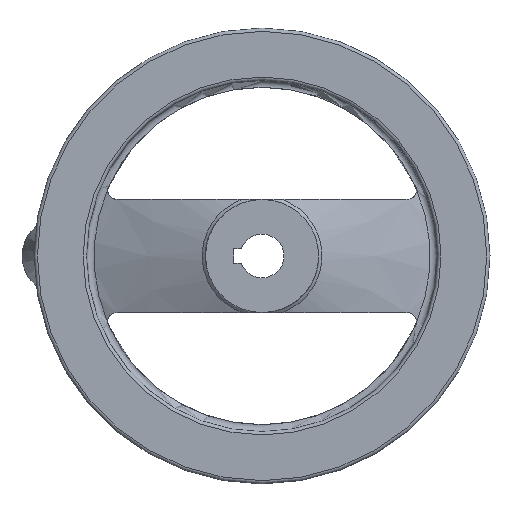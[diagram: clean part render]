
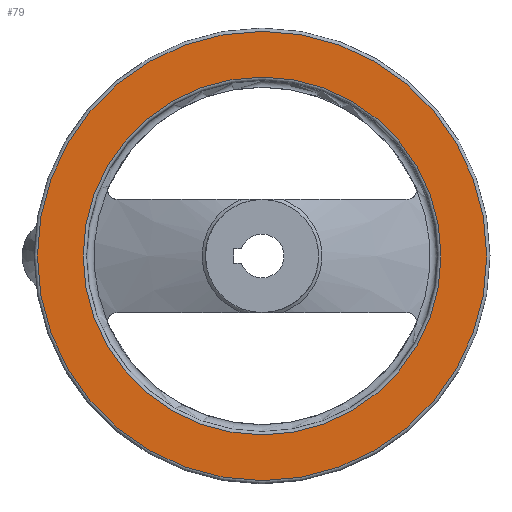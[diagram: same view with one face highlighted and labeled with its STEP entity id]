
A CAD part, left-side view. The second image highlights one B-rep face of the part: STEP entity #79.
In plain terms, the highlighted planar face has unit normal (-1, 0, 0).
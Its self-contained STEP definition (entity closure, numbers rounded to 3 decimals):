
#79 = ADVANCED_FACE( '', ( #184, #185 ), #186, .F. );
#184 = FACE_OUTER_BOUND( '', #322, .T. );
#185 = FACE_BOUND( '', #323, .T. );
#186 = PLANE( '', #324 );
#322 = EDGE_LOOP( '', ( #529 ) );
#323 = EDGE_LOOP( '', ( #530 ) );
#324 = AXIS2_PLACEMENT_3D( '', #531, #532, #533 );
#529 = ORIENTED_EDGE( '', *, *, #801, .F. );
#530 = ORIENTED_EDGE( '', *, *, #759, .T. );
#531 = CARTESIAN_POINT( '', ( 17.1, 49.056, 0. ) );
#532 = DIRECTION( '', ( 1., 0., 0. ) );
#533 = DIRECTION( '', ( 0., 0., -1. ) );
#759 = EDGE_CURVE( '', #876, #876, #877, .T. );
#801 = EDGE_CURVE( '', #948, #948, #949, .T. );
#876 = VERTEX_POINT( '', #1047 );
#877 = CIRCLE( '', #1048, 49.056 );
#948 = VERTEX_POINT( '', #1283 );
#949 = CIRCLE( '', #1284, 61.6 );
#1047 = CARTESIAN_POINT( '', ( 17.1, 0., -49.056 ) );
#1048 = AXIS2_PLACEMENT_3D( '', #1556, #1557, #1558 );
#1283 = CARTESIAN_POINT( '', ( 17.1, 0., -61.6 ) );
#1284 = AXIS2_PLACEMENT_3D( '', #1603, #1604, #1605 );
#1556 = CARTESIAN_POINT( '', ( 17.1, 0., 0. ) );
#1557 = DIRECTION( '', ( 1., 0., 0. ) );
#1558 = DIRECTION( '', ( 0., 0., -1. ) );
#1603 = CARTESIAN_POINT( '', ( 17.1, 0., 0. ) );
#1604 = DIRECTION( '', ( 1., 0., 0. ) );
#1605 = DIRECTION( '', ( 0., 0., -1. ) );
